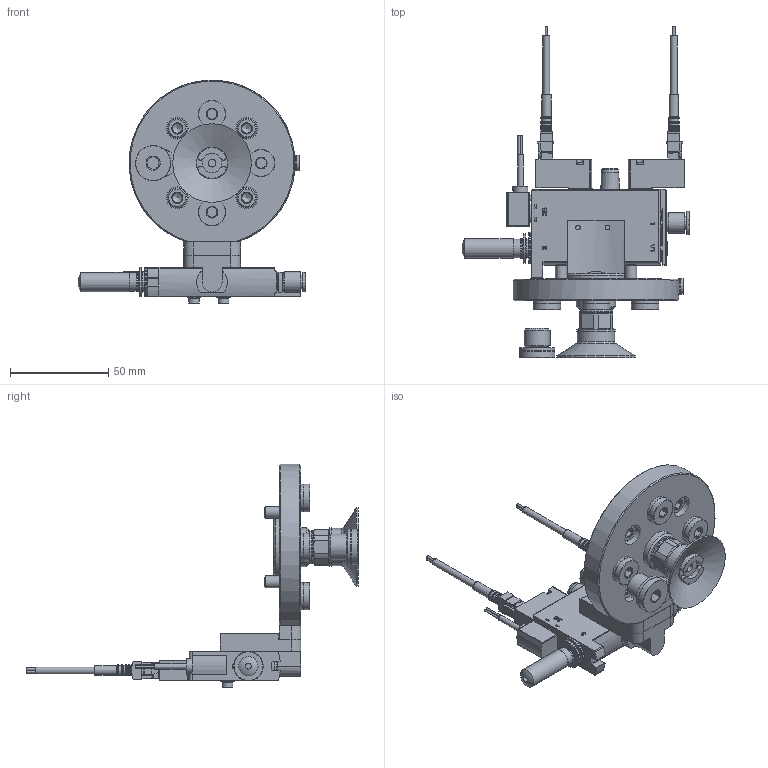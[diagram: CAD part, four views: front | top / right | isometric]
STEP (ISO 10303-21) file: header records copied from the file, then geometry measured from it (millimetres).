
FILE_DESCRIPTION(/* description */ ('STEP AP214'),/* implementation_level */ '2;1');
FILE_NAME(/* name */ '8121043_OVEL-10-H-15-PQ-VM7-UA-C-A-V1V-H3-RA1',/* time_stamp */ '2024-09-13T11:18:16+02:00',/* author */ ('License CC BY-ND 4.0'),/* organization */ ('CADENAS'),/* preprocessor_version */ 'ST-DEVELOPER v19.3',/* originating_system */ 'PARTsolutions',/* authorisation */ ' ');
FILE_SCHEMA (('AUTOMOTIVE_DESIGN {1 0 10303 214 3 1 1}'));
Length unit declared in the file: millimetre
Products named in the file (23): 8121043 OVEL-10-H-15-PQ-VM7-UA-C-A-V1V-H3-RA1; 8121041 ADAPTER-RA1---(part); ISO-4762 M6x10; 8121042 HALTER-RA1---(part); ISO-4762 M4x14; 8081772 OVEL-7/10A---(h); 132623 QSPKG10-6; 562243 QSPC10; 4550078 OVEL---(h); 197005 MHA1-M1H-3/2G-0,6-TC_p; 4406465 DPT-F-TP-1.6x23-PT10; 566661 NEBV-H1G2-P-5-N-LE2; 8025974 SPTE-V1R-PC10-V-2.5K---(Geh); 197582 UO-M7; 388135 CPA10(OABM); 677814 MEBH-4/2-QS-6---(SPTE); DIN-125A-1 -3.2(F); ISO-4762 M3x20; 174308 B-M5-B; 3568 B-1/8; 36143 VAS-40-1/4-NBR; 8129149 DISTANZSTUEK-RA1---(part); 3569 B-1/4
Assembly tree (37 placements, depth 2):
  8121043 OVEL-10-H-15-PQ-VM7-UA-C-A-V1V-H3-RA1
    8121041 ADAPTER-RA1---(part)
    ISO-4762 M6x10  x4
    8121042 HALTER-RA1---(part)
    ISO-4762 M4x14  x2
    8081772 OVEL-7/10A---(h)
    132623 QSPKG10-6
    562243 QSPC10
    4550078 OVEL---(h)
    197005 MHA1-M1H-3/2G-0,6-TC_p  x2
    4406465 DPT-F-TP-1.6x23-PT10  x4
    566661 NEBV-H1G2-P-5-N-LE2  x2
    8025974 SPTE-V1R-PC10-V-2.5K---(Geh)
    197582 UO-M7
    388135 CPA10(OABM)
    677814 MEBH-4/2-QS-6---(SPTE)  x2
    DIN-125A-1 -3.2(F)  x2
    ISO-4762 M3x20  x2
    174308 B-M5-B
    3568 B-1/8  x4
    36143 VAS-40-1/4-NBR
    8129149 DISTANZSTUEK-RA1---(part)
    3569 B-1/4
Bounding box: 116 x 169 x 113.75 mm (x, y, z)
Volume: 139654.6 mm3; surface area: 63083.6 mm2
Topology: 37 solids, 37 shells, 1740 faces, 4121 edges, 2632 vertices
Faces by surface type: plane 938, cylinder 515, cone 190, torus 90, sphere 7
Full cylindrical faces by diameter (mm): 0.8 x5, 0.9 x2, 1.05 x3, 1.2 x4, 1.25 x4, 1.3 x4, 1.6 x4, 1.68 x4, 1.8 x8, 2 x1, 2.459 x2, 2.5 x2, 2.9 x1, 3 x2, 3.1 x2, 3.2 x6, 3.242 x2, 3.4 x2, 3.45 x2, 3.7 x1, 3.9 x1, 4 x7, 4.134 x1, 4.2 x2, 4.3 x2, 4.5 x2, 4.8 x2, 5 x1, 5.4 x1, 5.5 x3
Entity records: 38463 total; most frequent: CARTESIAN_POINT 6259, DIRECTION 5782, ORIENTED_EDGE 5002, EDGE_CURVE 2501, AXIS2_PLACEMENT_3D 2174, VERTEX_POINT 1804, FACE_BOUND 1777, EDGE_LOOP 1771
